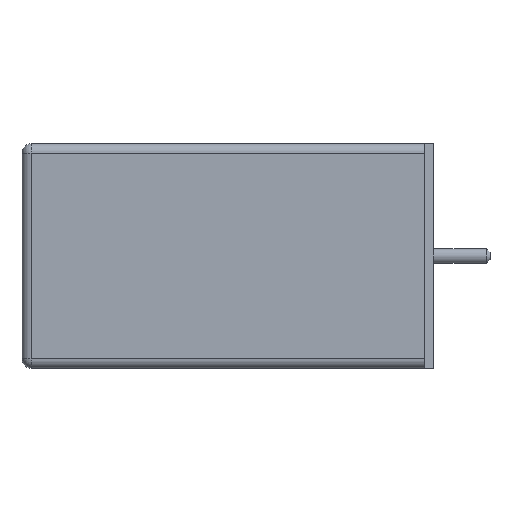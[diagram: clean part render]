
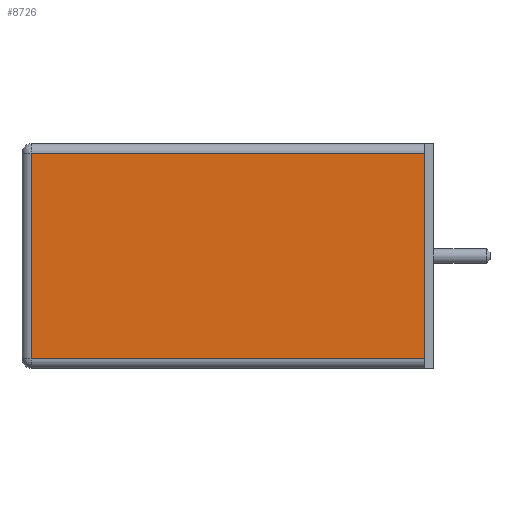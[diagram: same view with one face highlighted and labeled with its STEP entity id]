
A CAD part, left-side view. The second image highlights one B-rep face of the part: STEP entity #8726.
In plain terms, the highlighted planar face has unit normal (-1, 0, 0).
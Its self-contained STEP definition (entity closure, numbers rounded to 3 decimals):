
#57 = VERTEX_POINT ( 'NONE', #22585 ) ;
#304 = AXIS2_PLACEMENT_3D ( 'NONE', #12558, #1485, #18189 ) ;
#503 = DIRECTION ( 'NONE',  ( 0., 0., -1. ) ) ;
#1485 = DIRECTION ( 'NONE',  ( 1., 0., 0. ) ) ;
#4961 = LINE ( 'NONE', #14187, #11421 ) ;
#5997 = VERTEX_POINT ( 'NONE', #6236 ) ;
#6236 = CARTESIAN_POINT ( 'NONE',  ( 0., 0.5, -0.5 ) ) ;
#6382 = FACE_OUTER_BOUND ( 'NONE', #17134, .T. ) ;
#6582 = VERTEX_POINT ( 'NONE', #18070 ) ;
#6724 = ORIENTED_EDGE ( 'NONE', *, *, #18085, .T. ) ;
#6979 = CARTESIAN_POINT ( 'NONE',  ( 0., 21.5, -0.5 ) ) ;
#8705 = LINE ( 'NONE', #12001, #21930 ) ;
#8726 = ADVANCED_FACE ( 'NONE', ( #6382 ), #10729, .F. ) ;
#10729 = PLANE ( 'NONE',  #304 ) ;
#11421 = VECTOR ( 'NONE', #15661, 1000. ) ;
#11513 = LINE ( 'NONE', #18969, #14466 ) ;
#12001 = CARTESIAN_POINT ( 'NONE',  ( 0., 22., -11.5 ) ) ;
#12516 = ORIENTED_EDGE ( 'NONE', *, *, #14141, .T. ) ;
#12558 = CARTESIAN_POINT ( 'NONE',  ( 0., 22., 0. ) ) ;
#14141 = EDGE_CURVE ( 'NONE', #23751, #6582, #15350, .T. ) ;
#14187 = CARTESIAN_POINT ( 'NONE',  ( 0., 22., -0.5 ) ) ;
#14466 = VECTOR ( 'NONE', #15287, 1000. ) ;
#14736 = EDGE_CURVE ( 'NONE', #57, #5997, #11513, .T. ) ;
#15287 = DIRECTION ( 'NONE',  ( 0., 0., 1. ) ) ;
#15350 = LINE ( 'NONE', #22923, #21764 ) ;
#15661 = DIRECTION ( 'NONE',  ( 0., 1., 0. ) ) ;
#15923 = ORIENTED_EDGE ( 'NONE', *, *, #23376, .T. ) ;
#17134 = EDGE_LOOP ( 'NONE', ( #15923, #20862, #6724, #12516 ) ) ;
#18070 = CARTESIAN_POINT ( 'NONE',  ( 0., 21.5, -11.5 ) ) ;
#18085 = EDGE_CURVE ( 'NONE', #5997, #23751, #4961, .T. ) ;
#18189 = DIRECTION ( 'NONE',  ( 0., 0., -1. ) ) ;
#18969 = CARTESIAN_POINT ( 'NONE',  ( 0., 0.5, -12. ) ) ;
#19720 = DIRECTION ( 'NONE',  ( 0., -1., 0. ) ) ;
#20862 = ORIENTED_EDGE ( 'NONE', *, *, #14736, .T. ) ;
#21764 = VECTOR ( 'NONE', #503, 1000. ) ;
#21930 = VECTOR ( 'NONE', #19720, 1000. ) ;
#22585 = CARTESIAN_POINT ( 'NONE',  ( 0., 0.5, -11.5 ) ) ;
#22923 = CARTESIAN_POINT ( 'NONE',  ( 0., 21.5, 0. ) ) ;
#23376 = EDGE_CURVE ( 'NONE', #6582, #57, #8705, .T. ) ;
#23751 = VERTEX_POINT ( 'NONE', #6979 ) ;
